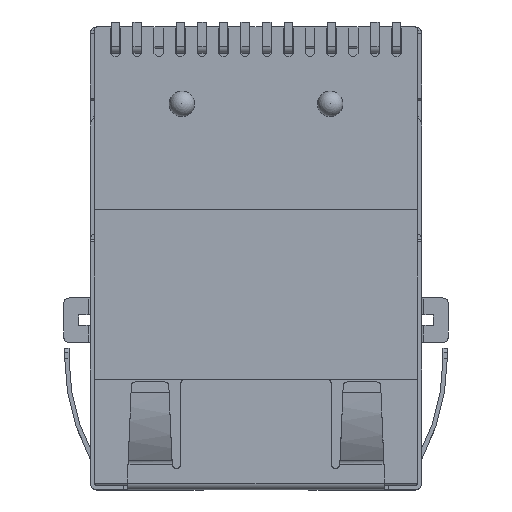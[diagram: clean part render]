
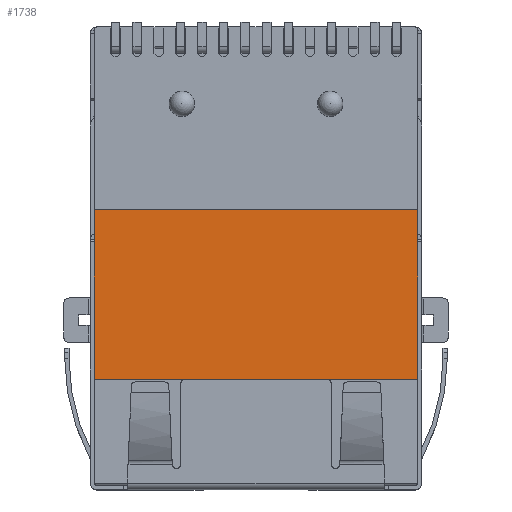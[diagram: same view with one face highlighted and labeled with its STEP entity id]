
A CAD part, top view. The second image highlights one B-rep face of the part: STEP entity #1738.
In plain terms, the highlighted planar face has unit normal (0, 0, 1).
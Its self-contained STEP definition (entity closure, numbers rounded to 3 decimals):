
#1738 = ADVANCED_FACE( '', ( #4005 ), #4006, .F. );
#4005 = FACE_OUTER_BOUND( '', #6973, .T. );
#4006 = PLANE( '', #6974 );
#6973 = EDGE_LOOP( '', ( #12249, #12250, #12251, #12252 ) );
#6974 = AXIS2_PLACEMENT_3D( '', #12253, #12254, #12255 );
#12249 = ORIENTED_EDGE( '', *, *, #19540, .T. );
#12250 = ORIENTED_EDGE( '', *, *, #18276, .F. );
#12251 = ORIENTED_EDGE( '', *, *, #19541, .F. );
#12252 = ORIENTED_EDGE( '', *, *, #19542, .T. );
#12253 = CARTESIAN_POINT( '', ( 7.625, 2.29, 5.65 ) );
#12254 = DIRECTION( '', ( 0., 0., -1. ) );
#12255 = DIRECTION( '', ( -1., 0., 0. ) );
#18276 = EDGE_CURVE( '', #22179, #22177, #22181, .T. );
#19540 = EDGE_CURVE( '', #24202, #22177, #24203, .T. );
#19541 = EDGE_CURVE( '', #24204, #22179, #24205, .T. );
#19542 = EDGE_CURVE( '', #24204, #24202, #24206, .T. );
#22177 = VERTEX_POINT( '', #27740 );
#22179 = VERTEX_POINT( '', #27743 );
#22181 = LINE( '', #27746, #27747 );
#24202 = VERTEX_POINT( '', #30925 );
#24203 = LINE( '', #30926, #30927 );
#24204 = VERTEX_POINT( '', #30928 );
#24205 = LINE( '', #30929, #30930 );
#24206 = LINE( '', #30931, #30932 );
#27740 = CARTESIAN_POINT( '', ( -7.625, -5.72, 5.65 ) );
#27743 = CARTESIAN_POINT( '', ( 7.625, -5.72, 5.65 ) );
#27746 = CARTESIAN_POINT( '', ( 7.625, -5.72, 5.65 ) );
#27747 = VECTOR( '', #34474, 1000. );
#30925 = CARTESIAN_POINT( '', ( -7.625, 2.29, 5.65 ) );
#30926 = CARTESIAN_POINT( '', ( -7.625, 2.29, 5.65 ) );
#30927 = VECTOR( '', #35752, 1000. );
#30928 = CARTESIAN_POINT( '', ( 7.625, 2.29, 5.65 ) );
#30929 = CARTESIAN_POINT( '', ( 7.625, 2.29, 5.65 ) );
#30930 = VECTOR( '', #35753, 1000. );
#30931 = CARTESIAN_POINT( '', ( 7.625, 2.29, 5.65 ) );
#30932 = VECTOR( '', #35754, 1000. );
#34474 = DIRECTION( '', ( -1., 0., 0. ) );
#35752 = DIRECTION( '', ( 0., -1., 0. ) );
#35753 = DIRECTION( '', ( 0., -1., 0. ) );
#35754 = DIRECTION( '', ( -1., 0., 0. ) );
